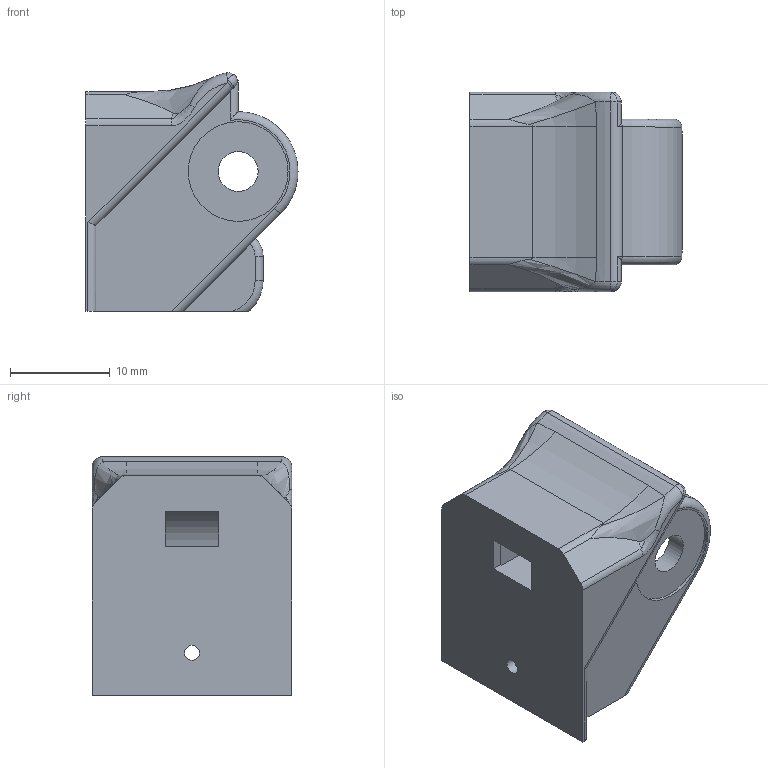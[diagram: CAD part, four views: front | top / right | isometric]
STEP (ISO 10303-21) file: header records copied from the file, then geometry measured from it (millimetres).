
FILE_DESCRIPTION(/* description */ ('Unknown'),/* implementation_level */ '2;1');
FILE_NAME(/* name */ 'hinge gen01 male',/* time_stamp */ '2023-01-17T14:04:09+01:00',/* author */ ('Unknown'),/* organization */ ('Unknown'),/* preprocessor_version */ 'ST-DEVELOPER v18.102',/* originating_system */ 'Solid Edge',/* authorisation */ 'Unknown');
FILE_SCHEMA (('AUTOMOTIVE_DESIGN {1 0 10303 214 3 1 1}'));
Length unit declared in the file: millimetre
Products named in the file (1): hinge gen01 male
Bounding box: 21.25 x 20 x 23.9 mm (x, y, z)
Volume: 3953.6 mm3; surface area: 3604.4 mm2
Topology: 1 solids, 1 shells, 93 faces, 244 edges, 153 vertices
Faces by surface type: plane 33, cylinder 32, torus 16, bspline 10, sphere 2
Full cylindrical faces by diameter (mm): 1.5 x1, 4 x2, 10 x2
Entity records: 3016 total; most frequent: CARTESIAN_POINT 740, ORIENTED_EDGE 474, DIRECTION 466, EDGE_CURVE 237, AXIS2_PLACEMENT_3D 177, VERTEX_POINT 151, LINE 112, VECTOR 112
